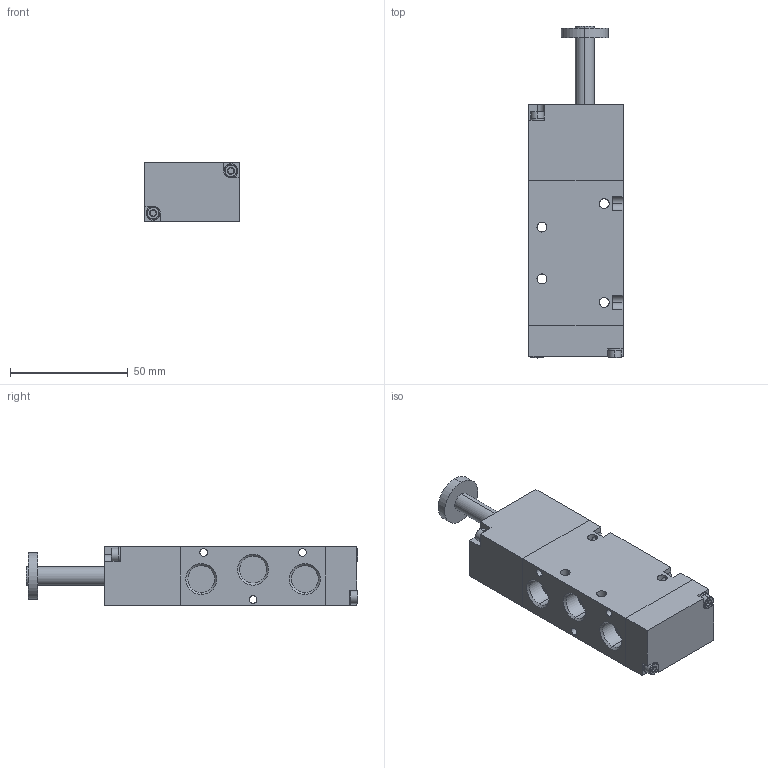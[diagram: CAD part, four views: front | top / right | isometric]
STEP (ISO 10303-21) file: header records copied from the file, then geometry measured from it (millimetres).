
FILE_DESCRIPTION(('HOOPS Exchange Step'),'2;1');
FILE_NAME('export-DE464876-BBC7-4F06-8864-CB56E88B6CCB.stp','2021-10-28T15:06:19+02:00',('User'),('Alibre'),'HOOPS Exchange 2020.1','Alibre','Unknown authorisation');
FILE_SCHEMA( ('AP242_MANAGED_MODEL_BASED_3D_ENGINEERING_MIM_LF {1 0 10303 442 1 1 4 }') );
Length unit declared in the file: millimetre
Products named in the file (6): 3324-2 Monostable valve 5-2 1-4''; 3324-3 Monostable valve 5-2 1-4'' Washer ISO 8738 3; 3324-4 Monostable valve 5-2 1-4'' DIN 912 M3x12; 3324-1 Monostable valve 5-2 1-4''; 3324-5 Monostable valve 5-2 1-4''; 3324 8829187 RFTOM 218 Monostable valve 5-2 1-4'' without manual over ride
Bounding box: 40 x 141.1 x 25 mm (x, y, z)
Volume: 102246.9 mm3; surface area: 26164.7 mm2
Topology: 7 solids, 99 shells, 254 faces, 809 edges, 634 vertices
Faces by surface type: plane 116, cylinder 78, cone 36, torus 24
Entity records: 5365 total; most frequent: CARTESIAN_POINT 1278, DIRECTION 877, ORIENTED_EDGE 694, EDGE_CURVE 401, AXIS2_PLACEMENT_3D 333, VERTEX_POINT 286, VECTOR 211, LINE 211
